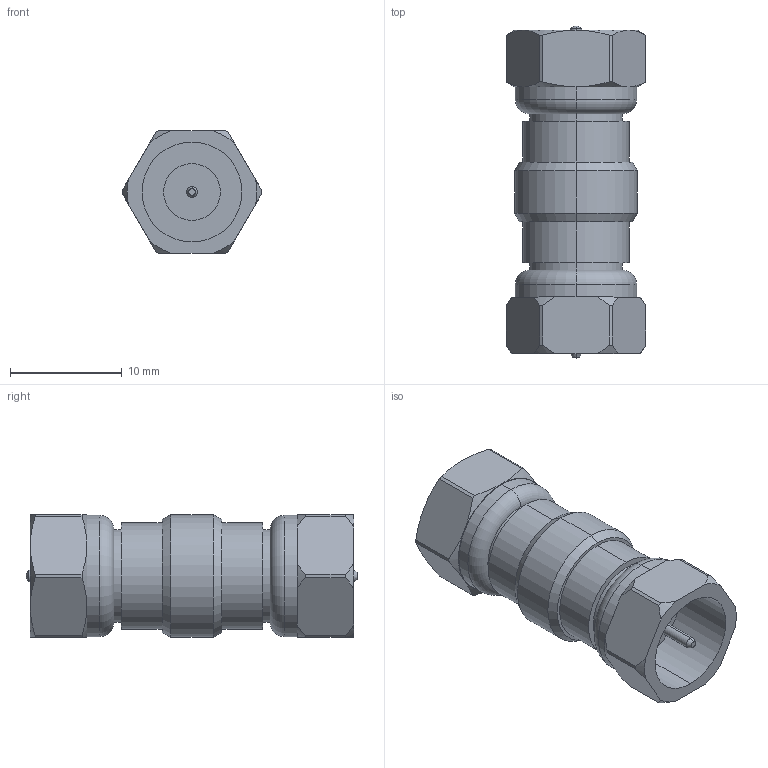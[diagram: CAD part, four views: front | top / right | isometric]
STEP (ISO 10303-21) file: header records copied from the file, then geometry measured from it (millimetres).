
FILE_DESCRIPTION (( 'STEP AP203' ), '1' );
FILE_NAME ('BA122.STEP', '2006-06-30T19:24:11', ( ' ' ), ( ' ' ), 'SwSTEP 2.0', 'SolidWorks 2005354', '' );
FILE_SCHEMA (( 'CONFIG_CONTROL_DESIGN' ));
Length unit declared in the file: inch
Products named in the file (1): BA122
Bounding box: 12.5 x 29.77 x 11 mm (x, y, z)
Volume: 1849 mm3; surface area: 1665.2 mm2
Topology: 1 solids, 1 shells, 100 faces, 230 edges, 144 vertices
Faces by surface type: cylinder 38, cone 32, plane 26, torus 4
Entity records: 3017 total; most frequent: CARTESIAN_POINT 667, DIRECTION 496, ORIENTED_EDGE 460, EDGE_CURVE 230, AXIS2_PLACEMENT_3D 213, VERTEX_POINT 144, EDGE_LOOP 112, CIRCLE 112
